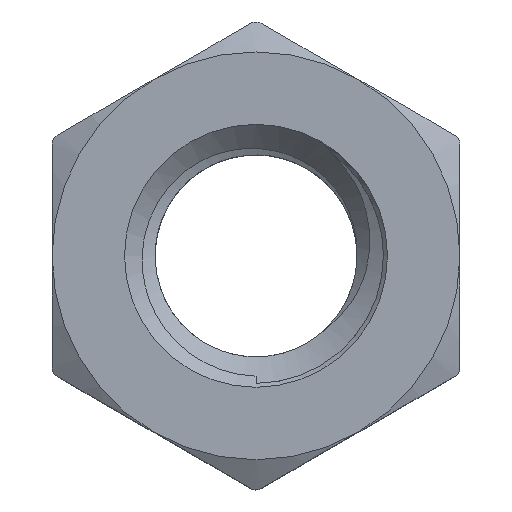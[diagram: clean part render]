
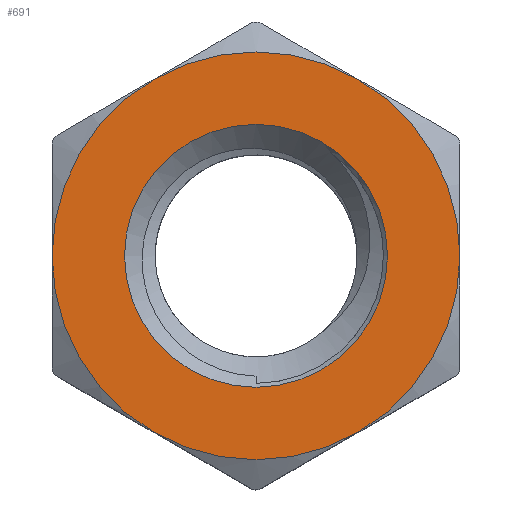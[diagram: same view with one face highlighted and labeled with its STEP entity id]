
A CAD part, top view. The second image highlights one B-rep face of the part: STEP entity #691.
In plain terms, the highlighted planar face has unit normal (0, 0, 1).
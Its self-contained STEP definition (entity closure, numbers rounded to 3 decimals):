
#42=FACE_BOUND('',#130,.T.);
#50=PLANE('',#760);
#86=FACE_OUTER_BOUND('',#129,.T.);
#129=EDGE_LOOP('',(#544,#545,#546,#547,#548,#549));
#130=EDGE_LOOP('',(#550));
#158=CIRCLE('',#744,2.58);
#165=CIRCLE('',#761,4.);
#166=CIRCLE('',#762,4.);
#167=CIRCLE('',#763,4.);
#168=CIRCLE('',#764,4.);
#169=CIRCLE('',#765,4.);
#170=CIRCLE('',#766,4.);
#292=VERTEX_POINT('',#1529);
#301=VERTEX_POINT('',#1727);
#307=VERTEX_POINT('',#1752);
#311=VERTEX_POINT('',#1767);
#316=VERTEX_POINT('',#1787);
#321=VERTEX_POINT('',#1807);
#326=VERTEX_POINT('',#1827);
#369=EDGE_CURVE('',#292,#292,#158,.T.);
#419=EDGE_CURVE('',#321,#326,#165,.T.);
#420=EDGE_CURVE('',#326,#301,#166,.T.);
#421=EDGE_CURVE('',#301,#307,#167,.T.);
#422=EDGE_CURVE('',#307,#311,#168,.T.);
#423=EDGE_CURVE('',#311,#316,#169,.T.);
#424=EDGE_CURVE('',#316,#321,#170,.T.);
#544=ORIENTED_EDGE('',*,*,#419,.T.);
#545=ORIENTED_EDGE('',*,*,#420,.T.);
#546=ORIENTED_EDGE('',*,*,#421,.T.);
#547=ORIENTED_EDGE('',*,*,#422,.T.);
#548=ORIENTED_EDGE('',*,*,#423,.T.);
#549=ORIENTED_EDGE('',*,*,#424,.T.);
#550=ORIENTED_EDGE('',*,*,#369,.F.);
#691=ADVANCED_FACE('',(#86,#42),#50,.T.);
#744=AXIS2_PLACEMENT_3D('',#1531,#834,#835);
#760=AXIS2_PLACEMENT_3D('',#1845,#879,#880);
#761=AXIS2_PLACEMENT_3D('',#1846,#881,#882);
#762=AXIS2_PLACEMENT_3D('',#1847,#883,#884);
#763=AXIS2_PLACEMENT_3D('',#1848,#885,#886);
#764=AXIS2_PLACEMENT_3D('',#1849,#887,#888);
#765=AXIS2_PLACEMENT_3D('',#1850,#889,#890);
#766=AXIS2_PLACEMENT_3D('',#1851,#891,#892);
#834=DIRECTION('center_axis',(0.,0.,1.));
#835=DIRECTION('ref_axis',(1.,0.,0.));
#879=DIRECTION('center_axis',(0.,0.,1.));
#880=DIRECTION('ref_axis',(1.,0.,0.));
#881=DIRECTION('center_axis',(0.,0.,1.));
#882=DIRECTION('ref_axis',(1.,0.,0.));
#883=DIRECTION('center_axis',(0.,0.,1.));
#884=DIRECTION('ref_axis',(1.,0.,0.));
#885=DIRECTION('center_axis',(0.,0.,1.));
#886=DIRECTION('ref_axis',(1.,0.,0.));
#887=DIRECTION('center_axis',(0.,0.,1.));
#888=DIRECTION('ref_axis',(1.,0.,0.));
#889=DIRECTION('center_axis',(0.,0.,1.));
#890=DIRECTION('ref_axis',(1.,0.,0.));
#891=DIRECTION('center_axis',(0.,0.,1.));
#892=DIRECTION('ref_axis',(1.,0.,0.));
#1529=CARTESIAN_POINT('',(-2.58,0.,2.));
#1531=CARTESIAN_POINT('Origin',(0.,0.,2.));
#1727=CARTESIAN_POINT('',(2.,3.464,2.));
#1752=CARTESIAN_POINT('',(-2.,3.464,2.));
#1767=CARTESIAN_POINT('',(-4.,0.,2.));
#1787=CARTESIAN_POINT('',(-2.,-3.464,2.));
#1807=CARTESIAN_POINT('',(2.,-3.464,2.));
#1827=CARTESIAN_POINT('',(4.,0.,2.));
#1845=CARTESIAN_POINT('Origin',(0.,0.,2.));
#1846=CARTESIAN_POINT('Origin',(0.,0.,2.));
#1847=CARTESIAN_POINT('Origin',(0.,0.,2.));
#1848=CARTESIAN_POINT('Origin',(0.,0.,2.));
#1849=CARTESIAN_POINT('Origin',(0.,0.,2.));
#1850=CARTESIAN_POINT('Origin',(0.,0.,2.));
#1851=CARTESIAN_POINT('Origin',(0.,0.,2.));
